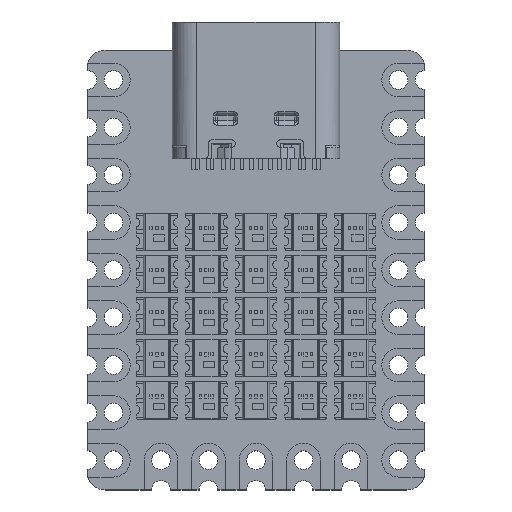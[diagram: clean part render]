
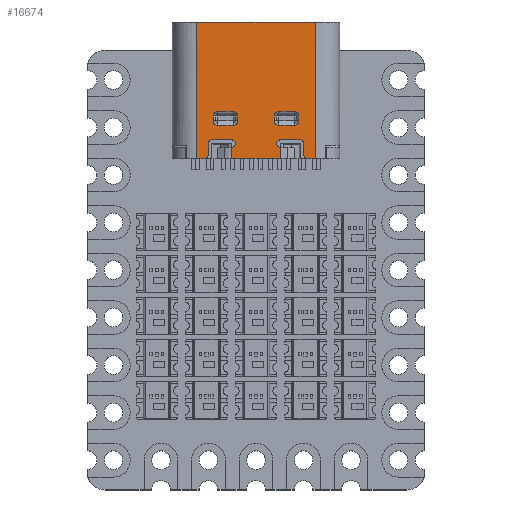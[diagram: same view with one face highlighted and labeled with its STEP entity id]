
A CAD part, top view. The second image highlights one B-rep face of the part: STEP entity #16674.
In plain terms, the highlighted planar face has unit normal (0, 0, 1).
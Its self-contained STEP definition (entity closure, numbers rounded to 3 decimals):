
#235=FACE_BOUND('',#2363,.T.);
#236=FACE_BOUND('',#2364,.T.);
#699=PLANE('',#17899);
#1387=FACE_OUTER_BOUND('',#2362,.T.);
#2362=EDGE_LOOP('',(#13240,#13241,#13242,#13243,#13244,#13245,#13246,#13247,
#13248,#13249,#13250,#13251,#13252,#13253,#13254,#13255,#13256,#13257));
#2363=EDGE_LOOP('',(#13258,#13259,#13260,#13261,#13262,#13263,#13264,#13265));
#2364=EDGE_LOOP('',(#13266,#13267,#13268,#13269,#13270,#13271,#13272,#13273));
#3829=LINE('',#25889,#5645);
#3908=LINE('',#26183,#5724);
#3910=LINE('',#26193,#5726);
#3911=LINE('',#26195,#5727);
#3912=LINE('',#26197,#5728);
#3913=LINE('',#26201,#5729);
#3914=LINE('',#26205,#5730);
#3915=LINE('',#26209,#5731);
#3916=LINE('',#26211,#5732);
#3917=LINE('',#26213,#5733);
#3918=LINE('',#26217,#5734);
#3919=LINE('',#26220,#5735);
#3920=LINE('',#26223,#5736);
#3921=LINE('',#26227,#5737);
#3922=LINE('',#26231,#5738);
#3923=LINE('',#26235,#5739);
#3924=LINE('',#26239,#5740);
#3925=LINE('',#26243,#5741);
#3926=LINE('',#26247,#5742);
#3927=LINE('',#26251,#5743);
#5645=VECTOR('',#20715,1.);
#5724=VECTOR('',#20980,1.);
#5726=VECTOR('',#20990,1.);
#5727=VECTOR('',#20991,1.);
#5728=VECTOR('',#20992,1.);
#5729=VECTOR('',#20995,1.);
#5730=VECTOR('',#20998,1.);
#5731=VECTOR('',#21001,1.);
#5732=VECTOR('',#21002,1.);
#5733=VECTOR('',#21003,1.);
#5734=VECTOR('',#21006,1.);
#5735=VECTOR('',#21009,1.);
#5736=VECTOR('',#21010,1.);
#5737=VECTOR('',#21013,1.);
#5738=VECTOR('',#21016,1.);
#5739=VECTOR('',#21019,1.);
#5740=VECTOR('',#21022,1.);
#5741=VECTOR('',#21025,1.);
#5742=VECTOR('',#21028,1.);
#5743=VECTOR('',#21031,1.);
#6781=CIRCLE('',#17900,0.2);
#6782=CIRCLE('',#17901,0.2);
#6783=CIRCLE('',#17902,0.2);
#6784=CIRCLE('',#17903,0.2);
#6785=CIRCLE('',#17904,0.2);
#6786=CIRCLE('',#17905,0.2);
#6787=CIRCLE('',#17906,0.24);
#6788=CIRCLE('',#17907,0.24);
#6789=CIRCLE('',#17908,0.24);
#6790=CIRCLE('',#17909,0.24);
#6791=CIRCLE('',#17910,0.24);
#6792=CIRCLE('',#17911,0.24);
#6793=CIRCLE('',#17912,0.24);
#6794=CIRCLE('',#17913,0.24);
#7814=VERTEX_POINT('',#25886);
#7815=VERTEX_POINT('',#25888);
#7929=VERTEX_POINT('',#26182);
#7932=VERTEX_POINT('',#26190);
#7933=VERTEX_POINT('',#26191);
#7934=VERTEX_POINT('',#26194);
#7935=VERTEX_POINT('',#26196);
#7936=VERTEX_POINT('',#26198);
#7937=VERTEX_POINT('',#26200);
#7938=VERTEX_POINT('',#26202);
#7939=VERTEX_POINT('',#26204);
#7940=VERTEX_POINT('',#26206);
#7941=VERTEX_POINT('',#26208);
#7942=VERTEX_POINT('',#26210);
#7943=VERTEX_POINT('',#26212);
#7944=VERTEX_POINT('',#26214);
#7945=VERTEX_POINT('',#26216);
#7946=VERTEX_POINT('',#26218);
#7947=VERTEX_POINT('',#26221);
#7948=VERTEX_POINT('',#26222);
#7949=VERTEX_POINT('',#26224);
#7950=VERTEX_POINT('',#26226);
#7951=VERTEX_POINT('',#26228);
#7952=VERTEX_POINT('',#26230);
#7953=VERTEX_POINT('',#26232);
#7954=VERTEX_POINT('',#26234);
#7955=VERTEX_POINT('',#26237);
#7956=VERTEX_POINT('',#26238);
#7957=VERTEX_POINT('',#26240);
#7958=VERTEX_POINT('',#26242);
#7959=VERTEX_POINT('',#26244);
#7960=VERTEX_POINT('',#26246);
#7961=VERTEX_POINT('',#26248);
#7962=VERTEX_POINT('',#26250);
#9684=EDGE_CURVE('',#7815,#7814,#3829,.T.);
#9829=EDGE_CURVE('',#7929,#7815,#3908,.T.);
#9833=EDGE_CURVE('',#7932,#7933,#6781,.T.);
#9834=EDGE_CURVE('',#7933,#7929,#3910,.T.);
#9835=EDGE_CURVE('',#7814,#7934,#3911,.T.);
#9836=EDGE_CURVE('',#7934,#7935,#3912,.T.);
#9837=EDGE_CURVE('',#7935,#7936,#6782,.T.);
#9838=EDGE_CURVE('',#7936,#7937,#3913,.T.);
#9839=EDGE_CURVE('',#7938,#7937,#6783,.T.);
#9840=EDGE_CURVE('',#7938,#7939,#3914,.T.);
#9841=EDGE_CURVE('',#7940,#7939,#6784,.T.);
#9842=EDGE_CURVE('',#7940,#7941,#3915,.T.);
#9843=EDGE_CURVE('',#7941,#7942,#3916,.T.);
#9844=EDGE_CURVE('',#7943,#7942,#3917,.T.);
#9845=EDGE_CURVE('',#7944,#7943,#6785,.T.);
#9846=EDGE_CURVE('',#7945,#7944,#3918,.T.);
#9847=EDGE_CURVE('',#7946,#7945,#6786,.T.);
#9848=EDGE_CURVE('',#7932,#7946,#3919,.T.);
#9849=EDGE_CURVE('',#7947,#7948,#3920,.T.);
#9850=EDGE_CURVE('',#7948,#7949,#6787,.T.);
#9851=EDGE_CURVE('',#7949,#7950,#3921,.T.);
#9852=EDGE_CURVE('',#7950,#7951,#6788,.T.);
#9853=EDGE_CURVE('',#7951,#7952,#3922,.T.);
#9854=EDGE_CURVE('',#7952,#7953,#6789,.T.);
#9855=EDGE_CURVE('',#7953,#7954,#3923,.T.);
#9856=EDGE_CURVE('',#7947,#7954,#6790,.T.);
#9857=EDGE_CURVE('',#7955,#7956,#3924,.T.);
#9858=EDGE_CURVE('',#7956,#7957,#6791,.T.);
#9859=EDGE_CURVE('',#7957,#7958,#3925,.T.);
#9860=EDGE_CURVE('',#7958,#7959,#6792,.T.);
#9861=EDGE_CURVE('',#7959,#7960,#3926,.T.);
#9862=EDGE_CURVE('',#7960,#7961,#6793,.T.);
#9863=EDGE_CURVE('',#7961,#7962,#3927,.T.);
#9864=EDGE_CURVE('',#7955,#7962,#6794,.T.);
#13240=ORIENTED_EDGE('',*,*,#9833,.T.);
#13241=ORIENTED_EDGE('',*,*,#9834,.T.);
#13242=ORIENTED_EDGE('',*,*,#9829,.T.);
#13243=ORIENTED_EDGE('',*,*,#9684,.T.);
#13244=ORIENTED_EDGE('',*,*,#9835,.T.);
#13245=ORIENTED_EDGE('',*,*,#9836,.T.);
#13246=ORIENTED_EDGE('',*,*,#9837,.T.);
#13247=ORIENTED_EDGE('',*,*,#9838,.T.);
#13248=ORIENTED_EDGE('',*,*,#9839,.F.);
#13249=ORIENTED_EDGE('',*,*,#9840,.T.);
#13250=ORIENTED_EDGE('',*,*,#9841,.F.);
#13251=ORIENTED_EDGE('',*,*,#9842,.T.);
#13252=ORIENTED_EDGE('',*,*,#9843,.T.);
#13253=ORIENTED_EDGE('',*,*,#9844,.F.);
#13254=ORIENTED_EDGE('',*,*,#9845,.F.);
#13255=ORIENTED_EDGE('',*,*,#9846,.F.);
#13256=ORIENTED_EDGE('',*,*,#9847,.F.);
#13257=ORIENTED_EDGE('',*,*,#9848,.F.);
#13258=ORIENTED_EDGE('',*,*,#9849,.T.);
#13259=ORIENTED_EDGE('',*,*,#9850,.T.);
#13260=ORIENTED_EDGE('',*,*,#9851,.T.);
#13261=ORIENTED_EDGE('',*,*,#9852,.T.);
#13262=ORIENTED_EDGE('',*,*,#9853,.T.);
#13263=ORIENTED_EDGE('',*,*,#9854,.T.);
#13264=ORIENTED_EDGE('',*,*,#9855,.T.);
#13265=ORIENTED_EDGE('',*,*,#9856,.F.);
#13266=ORIENTED_EDGE('',*,*,#9857,.T.);
#13267=ORIENTED_EDGE('',*,*,#9858,.T.);
#13268=ORIENTED_EDGE('',*,*,#9859,.T.);
#13269=ORIENTED_EDGE('',*,*,#9860,.T.);
#13270=ORIENTED_EDGE('',*,*,#9861,.T.);
#13271=ORIENTED_EDGE('',*,*,#9862,.T.);
#13272=ORIENTED_EDGE('',*,*,#9863,.T.);
#13273=ORIENTED_EDGE('',*,*,#9864,.F.);
#16674=ADVANCED_FACE('',(#1387,#235,#236),#699,.T.);
#17899=AXIS2_PLACEMENT_3D('',#26189,#20986,#20987);
#17900=AXIS2_PLACEMENT_3D('',#26192,#20988,#20989);
#17901=AXIS2_PLACEMENT_3D('',#26199,#20993,#20994);
#17902=AXIS2_PLACEMENT_3D('',#26203,#20996,#20997);
#17903=AXIS2_PLACEMENT_3D('',#26207,#20999,#21000);
#17904=AXIS2_PLACEMENT_3D('',#26215,#21004,#21005);
#17905=AXIS2_PLACEMENT_3D('',#26219,#21007,#21008);
#17906=AXIS2_PLACEMENT_3D('',#26225,#21011,#21012);
#17907=AXIS2_PLACEMENT_3D('',#26229,#21014,#21015);
#17908=AXIS2_PLACEMENT_3D('',#26233,#21017,#21018);
#17909=AXIS2_PLACEMENT_3D('',#26236,#21020,#21021);
#17910=AXIS2_PLACEMENT_3D('',#26241,#21023,#21024);
#17911=AXIS2_PLACEMENT_3D('',#26245,#21026,#21027);
#17912=AXIS2_PLACEMENT_3D('',#26249,#21029,#21030);
#17913=AXIS2_PLACEMENT_3D('',#26252,#21032,#21033);
#20715=DIRECTION('',(1.,0.,0.));
#20980=DIRECTION('',(0.,-1.,0.));
#20986=DIRECTION('center_axis',(0.,0.,1.));
#20987=DIRECTION('ref_axis',(1.,0.,0.));
#20988=DIRECTION('center_axis',(0.,0.,1.));
#20989=DIRECTION('ref_axis',(1.,0.,0.));
#20990=DIRECTION('',(-1.,0.,0.));
#20991=DIRECTION('',(0.,1.,0.));
#20992=DIRECTION('',(-1.,0.,0.));
#20993=DIRECTION('center_axis',(0.,0.,1.));
#20994=DIRECTION('ref_axis',(1.,0.,0.));
#20995=DIRECTION('',(0.,-1.,0.));
#20996=DIRECTION('center_axis',(0.,0.,1.));
#20997=DIRECTION('ref_axis',(1.,0.,0.));
#20998=DIRECTION('',(-1.,0.,0.));
#20999=DIRECTION('center_axis',(0.,0.,1.));
#21000=DIRECTION('ref_axis',(1.,0.,0.));
#21001=DIRECTION('',(0.,1.,0.));
#21002=DIRECTION('',(-1.,0.,0.));
#21003=DIRECTION('',(0.,1.,0.));
#21004=DIRECTION('center_axis',(0.,0.,1.));
#21005=DIRECTION('ref_axis',(1.,0.,0.));
#21006=DIRECTION('',(1.,0.,0.));
#21007=DIRECTION('center_axis',(0.,0.,1.));
#21008=DIRECTION('ref_axis',(1.,0.,0.));
#21009=DIRECTION('',(0.,-1.,0.));
#21010=DIRECTION('',(0.,1.,0.));
#21011=DIRECTION('center_axis',(0.,0.,-1.));
#21012=DIRECTION('ref_axis',(-1.,0.,0.));
#21013=DIRECTION('',(1.,0.,0.));
#21014=DIRECTION('center_axis',(0.,0.,-1.));
#21015=DIRECTION('ref_axis',(0.,1.,0.));
#21016=DIRECTION('',(0.,-1.,0.));
#21017=DIRECTION('center_axis',(0.,0.,-1.));
#21018=DIRECTION('ref_axis',(1.,0.,0.));
#21019=DIRECTION('',(-1.,0.,0.));
#21020=DIRECTION('center_axis',(0.,0.,1.));
#21021=DIRECTION('ref_axis',(-1.,0.,0.));
#21022=DIRECTION('',(1.,0.,0.));
#21023=DIRECTION('center_axis',(0.,0.,-1.));
#21024=DIRECTION('ref_axis',(0.,1.,0.));
#21025=DIRECTION('',(0.,-1.,0.));
#21026=DIRECTION('center_axis',(0.,0.,-1.));
#21027=DIRECTION('ref_axis',(1.,0.,0.));
#21028=DIRECTION('',(-1.,0.,0.));
#21029=DIRECTION('center_axis',(0.,0.,-1.));
#21030=DIRECTION('ref_axis',(0.,-1.,0.));
#21031=DIRECTION('',(0.,1.,0.));
#21032=DIRECTION('center_axis',(0.,0.,1.));
#21033=DIRECTION('ref_axis',(0.,1.,0.));
#25886=CARTESIAN_POINT('',(7.65,0.,3.16));
#25888=CARTESIAN_POINT('',(1.3,0.,3.16));
#25889=CARTESIAN_POINT('',(1.3,0.,3.16));
#26182=CARTESIAN_POINT('',(1.3,7.3,3.16));
#26183=CARTESIAN_POINT('',(1.3,7.3,3.16));
#26189=CARTESIAN_POINT('Origin',(4.475,3.973,3.16));
#26190=CARTESIAN_POINT('',(1.92,7.1,3.16));
#26191=CARTESIAN_POINT('',(1.72,7.3,3.16));
#26192=CARTESIAN_POINT('Origin',(1.72,7.1,3.16));
#26193=CARTESIAN_POINT('',(1.72,7.3,3.16));
#26194=CARTESIAN_POINT('',(7.65,7.3,3.16));
#26195=CARTESIAN_POINT('',(7.65,0.,3.16));
#26196=CARTESIAN_POINT('',(7.23,7.3,3.16));
#26197=CARTESIAN_POINT('',(7.65,7.3,3.16));
#26198=CARTESIAN_POINT('',(7.03,7.1,3.16));
#26199=CARTESIAN_POINT('Origin',(7.23,7.1,3.16));
#26200=CARTESIAN_POINT('',(7.03,6.5,3.16));
#26201=CARTESIAN_POINT('',(7.03,7.1,3.16));
#26202=CARTESIAN_POINT('',(6.83,6.3,3.16));
#26203=CARTESIAN_POINT('Origin',(6.83,6.5,3.16));
#26204=CARTESIAN_POINT('',(5.78,6.3,3.16));
#26205=CARTESIAN_POINT('',(6.83,6.3,3.16));
#26206=CARTESIAN_POINT('',(5.78,6.7,3.16));
#26207=CARTESIAN_POINT('Origin',(5.78,6.5,3.16));
#26208=CARTESIAN_POINT('',(5.78,7.3,3.16));
#26209=CARTESIAN_POINT('',(5.78,6.7,3.16));
#26210=CARTESIAN_POINT('',(3.17,7.3,3.16));
#26211=CARTESIAN_POINT('',(5.78,7.3,3.16));
#26212=CARTESIAN_POINT('',(3.17,6.7,3.16));
#26213=CARTESIAN_POINT('',(3.17,6.7,3.16));
#26214=CARTESIAN_POINT('',(3.17,6.3,3.16));
#26215=CARTESIAN_POINT('Origin',(3.17,6.5,3.16));
#26216=CARTESIAN_POINT('',(2.12,6.3,3.16));
#26217=CARTESIAN_POINT('',(2.12,6.3,3.16));
#26218=CARTESIAN_POINT('',(1.92,6.5,3.16));
#26219=CARTESIAN_POINT('Origin',(2.12,6.5,3.16));
#26220=CARTESIAN_POINT('',(1.92,7.1,3.16));
#26221=CARTESIAN_POINT('',(5.45,5.02,3.16));
#26222=CARTESIAN_POINT('',(5.45,5.28,3.16));
#26223=CARTESIAN_POINT('',(5.45,4.9,3.16));
#26224=CARTESIAN_POINT('',(5.69,5.52,3.16));
#26225=CARTESIAN_POINT('Origin',(5.69,5.28,3.16));
#26226=CARTESIAN_POINT('',(6.53,5.52,3.16));
#26227=CARTESIAN_POINT('',(5.57,5.52,3.16));
#26228=CARTESIAN_POINT('',(6.77,5.28,3.16));
#26229=CARTESIAN_POINT('Origin',(6.53,5.28,3.16));
#26230=CARTESIAN_POINT('',(6.77,5.02,3.16));
#26231=CARTESIAN_POINT('',(6.77,5.4,3.16));
#26232=CARTESIAN_POINT('',(6.53,4.78,3.16));
#26233=CARTESIAN_POINT('Origin',(6.53,5.02,3.16));
#26234=CARTESIAN_POINT('',(5.69,4.78,3.16));
#26235=CARTESIAN_POINT('',(6.65,4.78,3.16));
#26236=CARTESIAN_POINT('Origin',(5.69,5.02,3.16));
#26237=CARTESIAN_POINT('',(2.42,5.52,3.16));
#26238=CARTESIAN_POINT('',(3.26,5.52,3.16));
#26239=CARTESIAN_POINT('',(2.3,5.52,3.16));
#26240=CARTESIAN_POINT('',(3.5,5.28,3.16));
#26241=CARTESIAN_POINT('Origin',(3.26,5.28,3.16));
#26242=CARTESIAN_POINT('',(3.5,5.02,3.16));
#26243=CARTESIAN_POINT('',(3.5,5.4,3.16));
#26244=CARTESIAN_POINT('',(3.26,4.78,3.16));
#26245=CARTESIAN_POINT('Origin',(3.26,5.02,3.16));
#26246=CARTESIAN_POINT('',(2.42,4.78,3.16));
#26247=CARTESIAN_POINT('',(3.38,4.78,3.16));
#26248=CARTESIAN_POINT('',(2.18,5.02,3.16));
#26249=CARTESIAN_POINT('Origin',(2.42,5.02,3.16));
#26250=CARTESIAN_POINT('',(2.18,5.28,3.16));
#26251=CARTESIAN_POINT('',(2.18,4.9,3.16));
#26252=CARTESIAN_POINT('Origin',(2.42,5.28,3.16));
